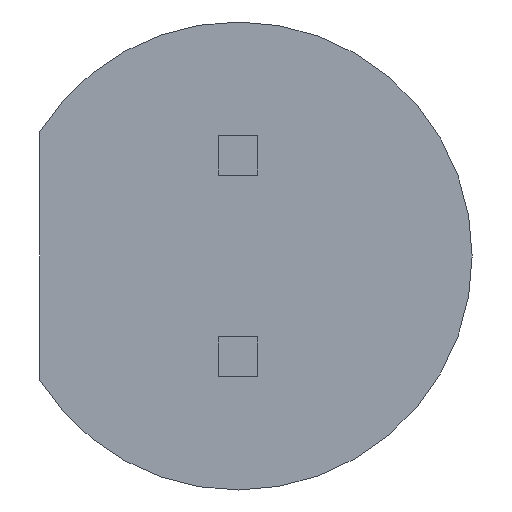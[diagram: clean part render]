
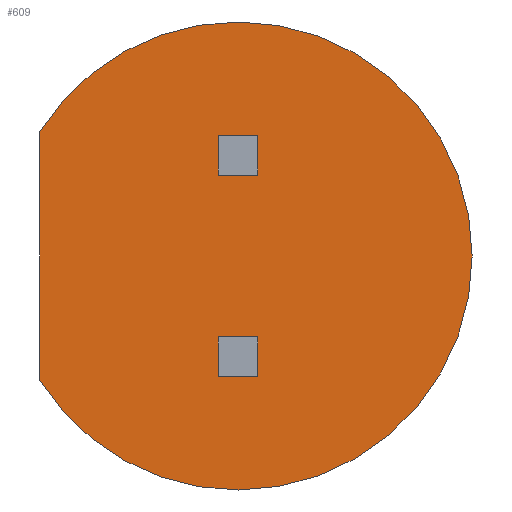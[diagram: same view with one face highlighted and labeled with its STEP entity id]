
A CAD part, front view. The second image highlights one B-rep face of the part: STEP entity #609.
In plain terms, the highlighted planar face has unit normal (0, -1, 0).
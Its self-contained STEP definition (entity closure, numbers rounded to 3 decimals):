
#33 = EDGE_CURVE ( 'NONE', #374, #365, #555, .T. ) ;
#34 = AXIS2_PLACEMENT_3D ( 'NONE', #284, #349, #229 ) ;
#37 = EDGE_CURVE ( 'NONE', #363, #379, #578, .T. ) ;
#41 = EDGE_CURVE ( 'NONE', #358, #364, #564, .T. ) ;
#42 = EDGE_CURVE ( 'NONE', #374, #369, #529, .T. ) ;
#43 = EDGE_CURVE ( 'NONE', #378, #371, #552, .T. ) ;
#50 = AXIS2_PLACEMENT_3D ( 'NONE', #324, #347, #348 ) ;
#52 = EDGE_CURVE ( 'NONE', #372, #365, #457, .T. ) ;
#55 = AXIS2_PLACEMENT_3D ( 'NONE', #231, #201, #180 ) ;
#57 = EDGE_CURVE ( 'NONE', #371, #358, #455, .T. ) ;
#72 = EDGE_CURVE ( 'NONE', #384, #367, #439, .T. ) ;
#73 = EDGE_CURVE ( 'NONE', #379, #384, #428, .T. ) ;
#76 = EDGE_CURVE ( 'NONE', #369, #372, #483, .T. ) ;
#95 = AXIS2_PLACEMENT_3D ( 'NONE', #265, #286, #248 ) ;
#106 = EDGE_CURVE ( 'NONE', #367, #363, #432, .T. ) ;
#125 = EDGE_CURVE ( 'NONE', #364, #378, #426, .T. ) ;
#131 = CARTESIAN_POINT ( 'NONE',  ( -0.25, 0., -1.52 ) ) ;
#139 = DIRECTION ( 'NONE',  ( 0., 0., -1. ) ) ;
#143 = CARTESIAN_POINT ( 'NONE',  ( 0.25, 0., -1.02 ) ) ;
#150 = PLANE ( 'NONE',  #95 ) ;
#161 = CARTESIAN_POINT ( 'NONE',  ( 0.25, 0., 1.52 ) ) ;
#165 = CARTESIAN_POINT ( 'NONE',  ( 0.25, 0., 1.52 ) ) ;
#172 = CARTESIAN_POINT ( 'NONE',  ( 0.25, 0., -1.02 ) ) ;
#175 = DIRECTION ( 'NONE',  ( 0., 0., 1. ) ) ;
#178 = CARTESIAN_POINT ( 'NONE',  ( -0.25, 0., 1.02 ) ) ;
#180 = DIRECTION ( 'NONE',  ( 0., 0., 1. ) ) ;
#192 = DIRECTION ( 'NONE',  ( 0., 0., -1. ) ) ;
#194 = CARTESIAN_POINT ( 'NONE',  ( -0.25, 0., 1.52 ) ) ;
#197 = DIRECTION ( 'NONE',  ( -1., 0., 0. ) ) ;
#201 = DIRECTION ( 'NONE',  ( 0., 1., 0. ) ) ;
#202 = CARTESIAN_POINT ( 'NONE',  ( -2.5, 0., -1.566 ) ) ;
#207 = DIRECTION ( 'NONE',  ( 1., 0., 0. ) ) ;
#219 = CARTESIAN_POINT ( 'NONE',  ( -0.25, 0., 1.52 ) ) ;
#223 = CARTESIAN_POINT ( 'NONE',  ( 0.25, 0., 1.02 ) ) ;
#227 = CARTESIAN_POINT ( 'NONE',  ( -0.25, 0., -1.02 ) ) ;
#228 = CARTESIAN_POINT ( 'NONE',  ( 0.25, 0., 1.52 ) ) ;
#229 = DIRECTION ( 'NONE',  ( 0., 0., 1. ) ) ;
#231 = CARTESIAN_POINT ( 'NONE',  ( 0., 0., 0. ) ) ;
#233 = CARTESIAN_POINT ( 'NONE',  ( 0.25, 0., -1.52 ) ) ;
#246 = CARTESIAN_POINT ( 'NONE',  ( -0.25, 0., -1.02 ) ) ;
#247 = CARTESIAN_POINT ( 'NONE',  ( 0.25, 0., 1.02 ) ) ;
#248 = DIRECTION ( 'NONE',  ( 0., 0., 1. ) ) ;
#249 = DIRECTION ( 'NONE',  ( -1., 0., 0. ) ) ;
#253 = CARTESIAN_POINT ( 'NONE',  ( 0.25, 0., -1.52 ) ) ;
#264 = DIRECTION ( 'NONE',  ( 0., 0., 1. ) ) ;
#265 = CARTESIAN_POINT ( 'NONE',  ( 0., 0., 0. ) ) ;
#279 = CARTESIAN_POINT ( 'NONE',  ( -2.5, 0., 1.566 ) ) ;
#284 = CARTESIAN_POINT ( 'NONE',  ( 0., 0., 0. ) ) ;
#285 = DIRECTION ( 'NONE',  ( 0., 0., -1. ) ) ;
#286 = DIRECTION ( 'NONE',  ( 0., 1., 0. ) ) ;
#292 = CARTESIAN_POINT ( 'NONE',  ( -2.5, 0., 0. ) ) ;
#307 = CARTESIAN_POINT ( 'NONE',  ( 0.25, 0., -1.02 ) ) ;
#310 = DIRECTION ( 'NONE',  ( 1., 0., 0. ) ) ;
#314 = CARTESIAN_POINT ( 'NONE',  ( 0., 0., -2.95 ) ) ;
#324 = CARTESIAN_POINT ( 'NONE',  ( 0., 0., 0. ) ) ;
#333 = CARTESIAN_POINT ( 'NONE',  ( 0., 0., 2.95 ) ) ;
#347 = DIRECTION ( 'NONE',  ( 0., 1., 0. ) ) ;
#348 = DIRECTION ( 'NONE',  ( 0., 0., 1. ) ) ;
#349 = DIRECTION ( 'NONE',  ( 0., 1., 0. ) ) ;
#358 = VERTEX_POINT ( 'NONE', #131 ) ;
#363 = VERTEX_POINT ( 'NONE', #194 ) ;
#364 = VERTEX_POINT ( 'NONE', #233 ) ;
#365 = VERTEX_POINT ( 'NONE', #202 ) ;
#367 = VERTEX_POINT ( 'NONE', #161 ) ;
#369 = VERTEX_POINT ( 'NONE', #333 ) ;
#371 = VERTEX_POINT ( 'NONE', #246 ) ;
#372 = VERTEX_POINT ( 'NONE', #314 ) ;
#374 = VERTEX_POINT ( 'NONE', #279 ) ;
#378 = VERTEX_POINT ( 'NONE', #172 ) ;
#379 = VERTEX_POINT ( 'NONE', #178 ) ;
#384 = VERTEX_POINT ( 'NONE', #223 ) ;
#388 = EDGE_LOOP ( 'NONE', ( #602, #508, #588, #554 ) ) ;
#395 = EDGE_LOOP ( 'NONE', ( #519, #569, #584, #573 ) ) ;
#412 = VECTOR ( 'NONE', #175, 1000. ) ;
#413 = VECTOR ( 'NONE', #139, 1000. ) ;
#426 = LINE ( 'NONE', #143, #429 ) ;
#428 = LINE ( 'NONE', #247, #485 ) ;
#429 = VECTOR ( 'NONE', #264, 1000. ) ;
#432 = LINE ( 'NONE', #228, #444 ) ;
#439 = LINE ( 'NONE', #165, #412 ) ;
#444 = VECTOR ( 'NONE', #197, 1000. ) ;
#455 = LINE ( 'NONE', #227, #413 ) ;
#457 = CIRCLE ( 'NONE', #55, 2.95 ) ;
#463 = FACE_OUTER_BOUND ( 'NONE', #395, .T. ) ;
#466 = FACE_BOUND ( 'NONE', #524, .T. ) ;
#483 = CIRCLE ( 'NONE', #34, 2.95 ) ;
#485 = VECTOR ( 'NONE', #310, 1000. ) ;
#487 = FACE_BOUND ( 'NONE', #388, .T. ) ;
#508 = ORIENTED_EDGE ( 'NONE', *, *, #43, .F. ) ;
#514 = VECTOR ( 'NONE', #249, 1000. ) ;
#519 = ORIENTED_EDGE ( 'NONE', *, *, #33, .T. ) ;
#524 = EDGE_LOOP ( 'NONE', ( #601, #546, #575, #574 ) ) ;
#529 = CIRCLE ( 'NONE', #50, 2.95 ) ;
#546 = ORIENTED_EDGE ( 'NONE', *, *, #106, .F. ) ;
#552 = LINE ( 'NONE', #307, #514 ) ;
#554 = ORIENTED_EDGE ( 'NONE', *, *, #41, .F. ) ;
#555 = LINE ( 'NONE', #292, #581 ) ;
#564 = LINE ( 'NONE', #253, #592 ) ;
#566 = VECTOR ( 'NONE', #285, 1000. ) ;
#569 = ORIENTED_EDGE ( 'NONE', *, *, #52, .F. ) ;
#573 = ORIENTED_EDGE ( 'NONE', *, *, #42, .F. ) ;
#574 = ORIENTED_EDGE ( 'NONE', *, *, #73, .F. ) ;
#575 = ORIENTED_EDGE ( 'NONE', *, *, #72, .F. ) ;
#578 = LINE ( 'NONE', #219, #566 ) ;
#581 = VECTOR ( 'NONE', #192, 1000. ) ;
#584 = ORIENTED_EDGE ( 'NONE', *, *, #76, .F. ) ;
#588 = ORIENTED_EDGE ( 'NONE', *, *, #125, .F. ) ;
#592 = VECTOR ( 'NONE', #207, 1000. ) ;
#601 = ORIENTED_EDGE ( 'NONE', *, *, #37, .F. ) ;
#602 = ORIENTED_EDGE ( 'NONE', *, *, #57, .F. ) ;
#609 = ADVANCED_FACE ( 'NONE', ( #487, #463, #466 ), #150, .F. ) ;
